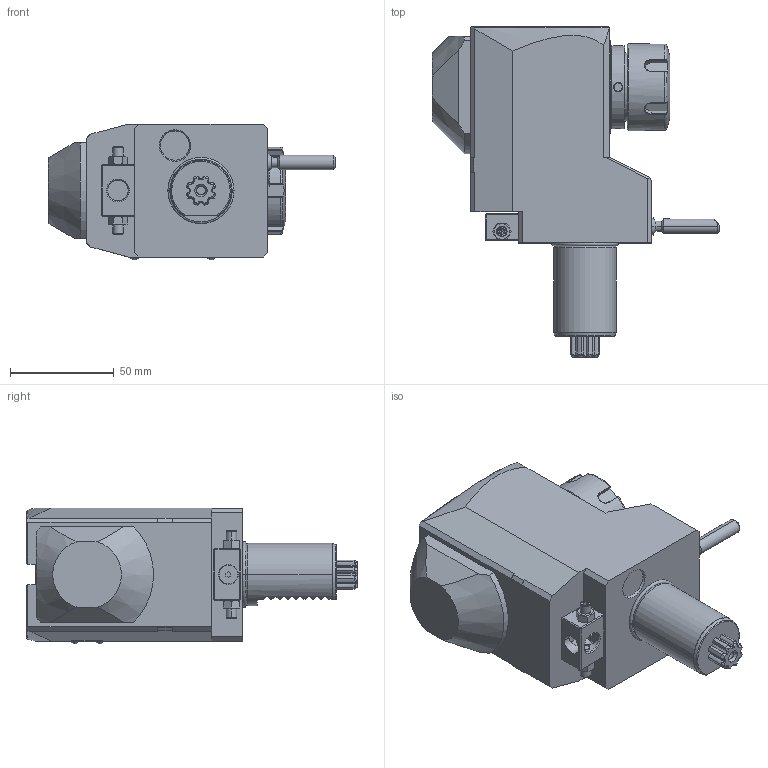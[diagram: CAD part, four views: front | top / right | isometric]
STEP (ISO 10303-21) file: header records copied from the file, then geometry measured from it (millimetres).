
FILE_DESCRIPTION((''),'2;1');
FILE_NAME('NGT1_30_411_25_2_1_75','2017-03-10T',('vali'),('NOVA GRUP'),'PRO/ENGINEER BY PARAMETRIC TECHNOLOGY CORPORATION, 2010280','PRO/ENGINEER BY PARAMETRIC TECHNOLOGY CORPORATION, 2010280','');
FILE_SCHEMA(('CONFIG_CONTROL_DESIGN'));
Length unit declared in the file: millimetre
Products named in the file (1): NGT1_30_411_25_2_1_75
Bounding box: 138.38 x 159 x 65.4 mm (x, y, z)
Volume: 560513.9 mm3; surface area: 53476.3 mm2
Topology: 1 solids, 1 shells, 469 faces, 1201 edges, 746 vertices
Faces by surface type: plane 200, cylinder 116, cone 79, bspline 54, torus 12, sphere 6, extrusion 2
Entity records: 20302 total; most frequent: CARTESIAN_POINT 9668, ORIENTED_EDGE 2370, DIRECTION 1909, EDGE_CURVE 1185, VERTEX_POINT 746, AXIS2_PLACEMENT_3D 658, VECTOR 593, LINE 591
